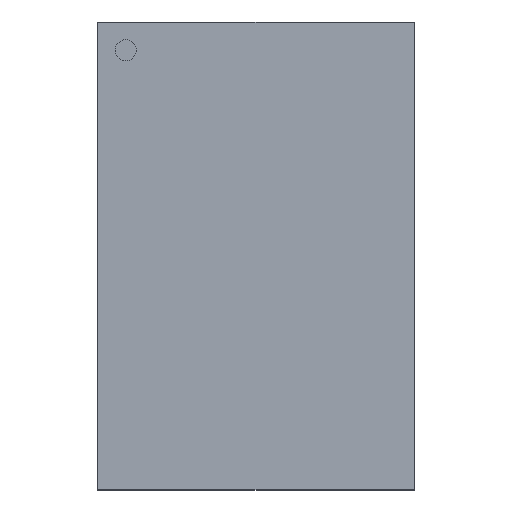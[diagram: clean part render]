
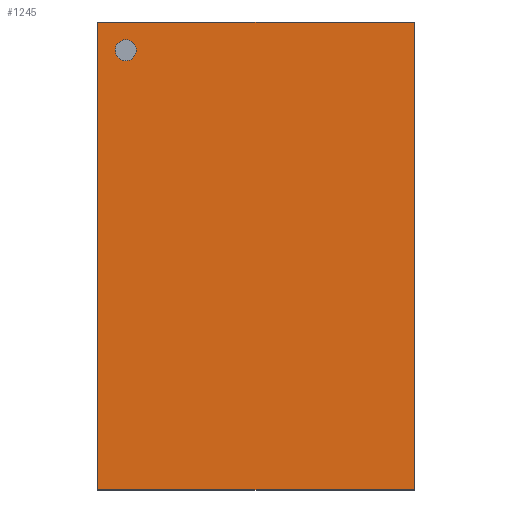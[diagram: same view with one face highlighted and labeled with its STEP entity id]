
A CAD part, top view. The second image highlights one B-rep face of the part: STEP entity #1245.
In plain terms, the highlighted planar face has unit normal (0, 0, 1).
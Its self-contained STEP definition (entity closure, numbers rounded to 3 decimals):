
#15=LINE($,#2493,#27);
#19=LINE($,#2501,#31);
#22=LINE($,#2507,#34);
#25=LINE($,#2512,#37);
#27=VECTOR($,#2139,13.3);
#31=VECTOR($,#2145,9.);
#34=VECTOR($,#2150,13.3);
#37=VECTOR($,#2155,9.);
#40=FACE_BOUND($,#536,.T.);
#367=FACE_OUTER_BOUND($,#535,.T.);
#535=EDGE_LOOP($,(#986,#987,#988,#989));
#536=EDGE_LOOP($,(#990));
#620=CIRCLE($,#1646,0.3);
#702=VERTEX_POINT($,#2487);
#703=VERTEX_POINT($,#2491);
#704=VERTEX_POINT($,#2492);
#707=VERTEX_POINT($,#2500);
#709=VERTEX_POINT($,#2506);
#792=EDGE_CURVE($,#702,#702,#620,.T.);
#793=EDGE_CURVE($,#703,#704,#15,.T.);
#797=EDGE_CURVE($,#707,#703,#19,.T.);
#800=EDGE_CURVE($,#709,#707,#22,.T.);
#803=EDGE_CURVE($,#704,#709,#25,.T.);
#986=ORIENTED_EDGE($,*,*,#800,.F.);
#987=ORIENTED_EDGE($,*,*,#803,.F.);
#988=ORIENTED_EDGE($,*,*,#793,.F.);
#989=ORIENTED_EDGE($,*,*,#797,.F.);
#990=ORIENTED_EDGE($,*,*,#792,.T.);
#1079=PLANE($,#1653);
#1245=ADVANCED_FACE($,(#367,#40),#1079,.T.);
#1646=AXIS2_PLACEMENT_3D($,#2488,#2133,#2134);
#1653=AXIS2_PLACEMENT_3D($,#2515,#2159,#2160);
#2133=DIRECTION('center_axis',(0.,0.,-1.));
#2134=DIRECTION('ref_axis',(1.,0.,0.));
#2139=DIRECTION($,(0.,-1.,0.));
#2145=DIRECTION($,(1.,0.,0.));
#2150=DIRECTION($,(0.,1.,0.));
#2155=DIRECTION($,(-1.,0.,0.));
#2159=DIRECTION('center_axis',(0.,0.,1.));
#2160=DIRECTION('ref_axis',(1.,0.,0.));
#2487=CARTESIAN_POINT('',(-3.4,5.85,1.2));
#2488=CARTESIAN_POINT('Origin',(-3.7,5.85,1.2));
#2491=CARTESIAN_POINT('',(4.5,6.65,1.2));
#2492=CARTESIAN_POINT('',(4.5,-6.65,1.2));
#2493=CARTESIAN_POINT($,(4.5,-5.75,1.2));
#2500=CARTESIAN_POINT('',(-4.5,6.65,1.2));
#2501=CARTESIAN_POINT($,(4.5,6.65,1.2));
#2506=CARTESIAN_POINT('',(-4.5,-6.65,1.2));
#2507=CARTESIAN_POINT($,(-4.5,5.75,1.2));
#2512=CARTESIAN_POINT($,(-4.5,-6.65,1.2));
#2515=CARTESIAN_POINT('Origin',(-3.7,5.8,1.2));
